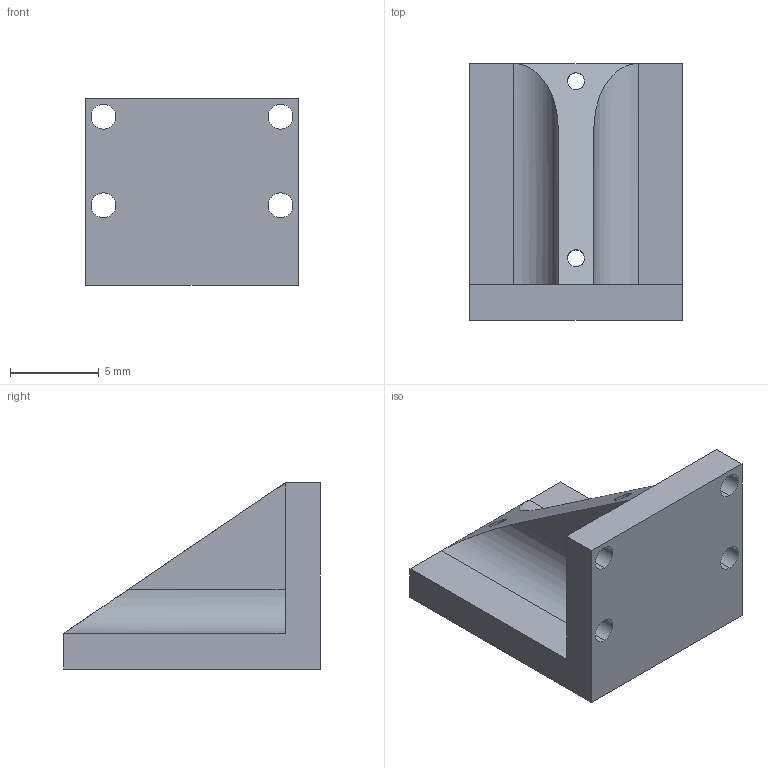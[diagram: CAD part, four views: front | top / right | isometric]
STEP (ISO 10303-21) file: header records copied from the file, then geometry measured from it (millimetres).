
FILE_DESCRIPTION (( 'STEP AP214' ), '1' );
FILE_NAME ('430635-B PP-12, Z-Bracket.STEP', '2018-06-13T18:10:05', ( '' ), ( '' ), 'SwSTEP 2.0', 'SolidWorks 2014', '' );
FILE_SCHEMA (( 'AUTOMOTIVE_DESIGN' ));
Length unit declared in the file: millimetre
Products named in the file (1): 430635-B PP-12, Z-Bracket
Bounding box: 12 x 14.5 x 10.5 mm (x, y, z)
Volume: 668.6 mm3; surface area: 816.5 mm2
Topology: 1 solids, 1 shells, 27 faces, 71 edges, 46 vertices
Faces by surface type: cylinder 14, plane 13
Entity records: 893 total; most frequent: CARTESIAN_POINT 163, DIRECTION 143, ORIENTED_EDGE 142, EDGE_CURVE 71, AXIS2_PLACEMENT_3D 50, VERTEX_POINT 46, LINE 43, VECTOR 43
